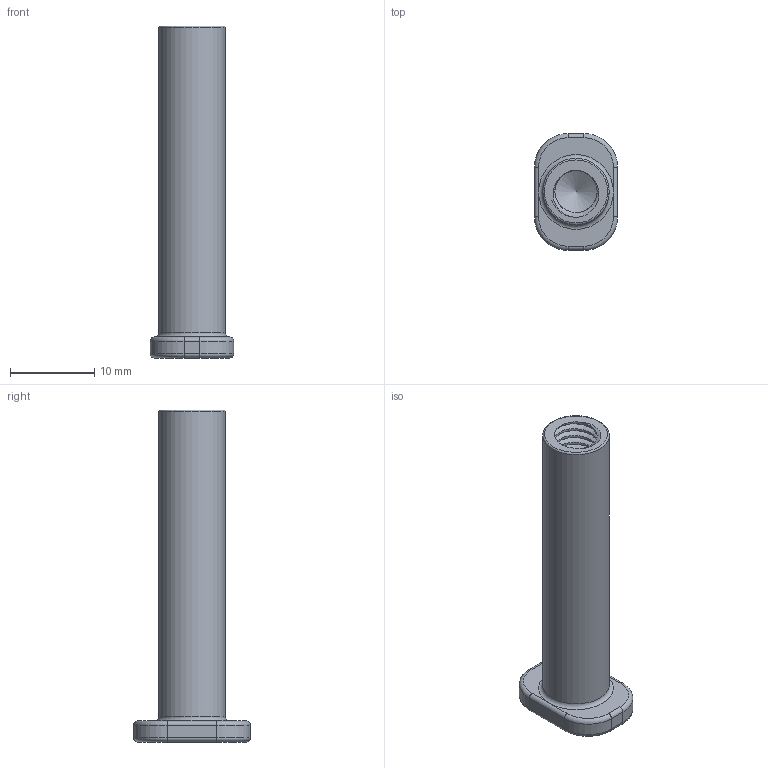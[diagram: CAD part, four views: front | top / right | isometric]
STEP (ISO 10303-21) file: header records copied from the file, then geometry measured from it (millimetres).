
FILE_DESCRIPTION(/* description */ (''),/* implementation_level */ '2;1');
FILE_NAME(/* name */ 'Axle Female.step',/* time_stamp */ '2021-03-18T14:32:01-04:00',/* author */ (''),/* organization */ (''),/* preprocessor_version */ 'ST-DEVELOPER v18.1',/* originating_system */ 'Autodesk Translation Framework v9.10.0.1330',/* authorisation */ '');
FILE_SCHEMA (('AUTOMOTIVE_DESIGN { 1 0 10303 214 3 1 1 }'));
Length unit declared in the file: millimetre
Products named in the file (1): Axle Female
Bounding box: 9.9 x 13.9 x 39.5 mm (x, y, z)
Volume: 1777.6 mm3; surface area: 1645.5 mm2
Topology: 1 solids, 1 shells, 65 faces, 166 edges, 103 vertices
Faces by surface type: cylinder 43, torus 10, plane 9, bspline 2, cone 1
Full cylindrical faces by diameter (mm): 5.035 x6, 6.147 x3, 7.9 x1
Entity records: 3826 total; most frequent: CARTESIAN_POINT 2318, ORIENTED_EDGE 330, DIRECTION 274, EDGE_CURVE 165, AXIS2_PLACEMENT_3D 109, VERTEX_POINT 103, EDGE_LOOP 66, FACE_OUTER_BOUND 65
